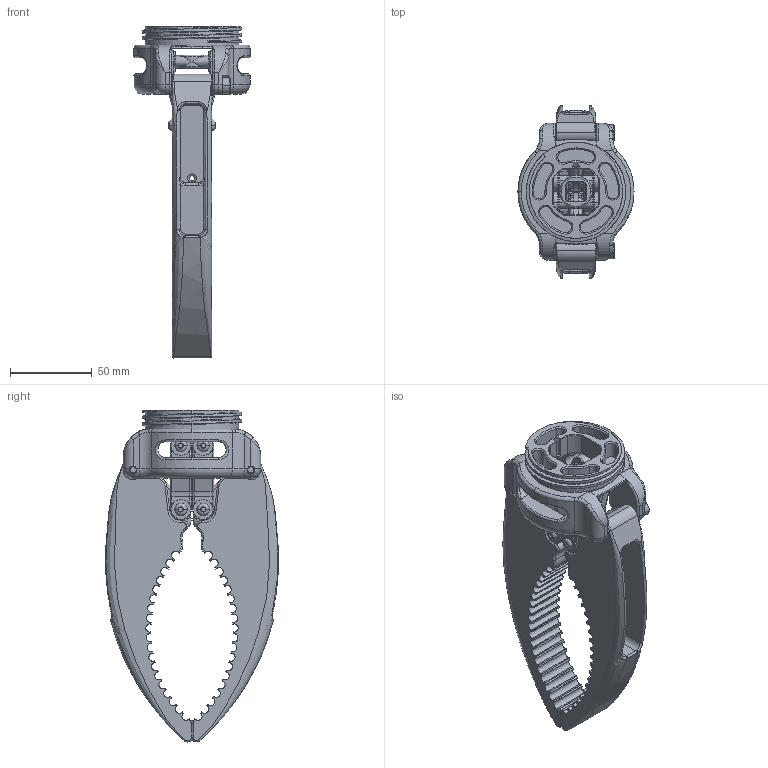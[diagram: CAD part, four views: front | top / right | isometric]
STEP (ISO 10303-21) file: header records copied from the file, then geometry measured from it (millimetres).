
FILE_DESCRIPTION (( 'STEP AP214' ), '1' );
FILE_NAME ('RB-1043-V001.STEP', '2021-03-24T23:22:33', ( '' ), ( '' ), 'SwSTEP 2.0', 'SolidWorks 2019', '' );
FILE_SCHEMA (( 'AUTOMOTIVE_DESIGN' ));
Length unit declared in the file: millimetre
Products named in the file (8): XFM-0608-04; RS2-316_Jaw Inside; RS2-256; RS2-315; RS2-314; BOLT-DH-M4LX_BOLT-DH-M4L8; 90263A262_316 STAINLESS STEEL PRECISION SHOULDER SCREW_90263A262; RB-1043-V001
Assembly tree (38 placements, depth 2):
  RB-1043-V001
    RS2-315
    RS2-316_Jaw Inside  x2
    RS2-314  x4
    90263A262_316 STAINLESS STEEL PRECISION SHOULDER SCREW_90263A262  x2
    XFM-0608-04  x20
    RS2-256
    BOLT-DH-M4LX_BOLT-DH-M4L8  x8
Bounding box: 71 x 105.77 x 202.99 mm (x, y, z)
Volume: 224956.4 mm3; surface area: 100629.5 mm2
Topology: 38 solids, 38 shells, 1674 faces, 4004 edges, 2434 vertices
Faces by surface type: cylinder 707, plane 348, bspline 262, torus 178, cone 171, sphere 8
Entity records: 43707 total; most frequent: CARTESIAN_POINT 23678, ORIENTED_EDGE 4252, DIRECTION 3965, EDGE_CURVE 2126, AXIS2_PLACEMENT_3D 1635, VERTEX_POINT 1283, EDGE_LOOP 921, CIRCLE 877
